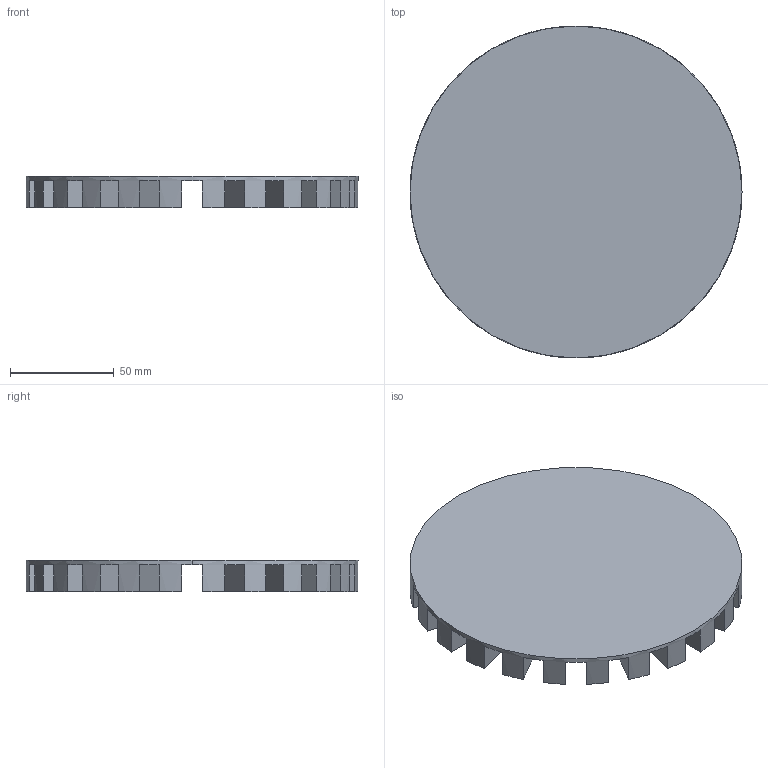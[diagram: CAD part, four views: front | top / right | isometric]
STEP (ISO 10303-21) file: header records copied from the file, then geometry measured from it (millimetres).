
FILE_DESCRIPTION (( 'STEP AP214' ), '1' );
FILE_NAME ('P-1005-P - SPREADER.STEP', '2025-04-01T02:50:31', ( '' ), ( '' ), 'SwSTEP 2.0', 'SolidWorks 2023', '' );
FILE_SCHEMA (( 'AUTOMOTIVE_DESIGN' ));
Length unit declared in the file: millimetre
Products named in the file (1): P-1005-P - SPREADER
Bounding box: 160 x 160 x 15 mm (x, y, z)
Volume: 110620.6 mm3; surface area: 69436.4 mm2
Topology: 1 solids, 1 shells, 146 faces, 396 edges, 264 vertices
Faces by surface type: plane 86, cylinder 60
Entity records: 4691 total; most frequent: DIRECTION 858, CARTESIAN_POINT 807, ORIENTED_EDGE 792, EDGE_CURVE 396, AXIS2_PLACEMENT_3D 315, VERTEX_POINT 264, LINE 228, VECTOR 228
